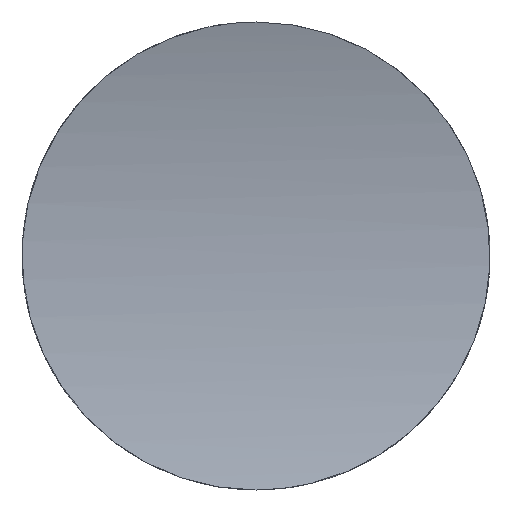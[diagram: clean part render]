
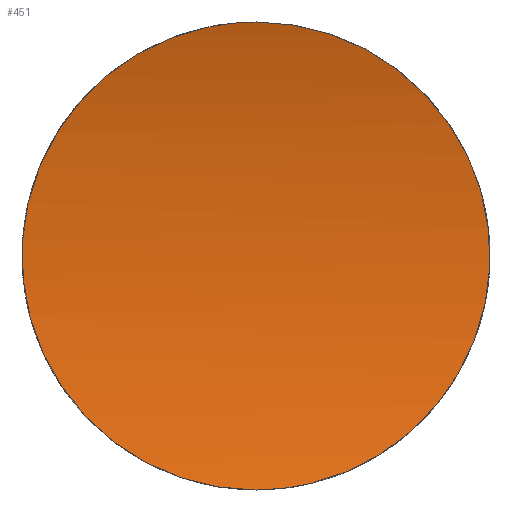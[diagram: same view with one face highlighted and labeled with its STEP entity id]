
A CAD part, left-side view. The second image highlights one B-rep face of the part: STEP entity #451.
In plain terms, the highlighted cylindrical face has radius 17.462 mm (diameter 34.925 mm), a partial arc.
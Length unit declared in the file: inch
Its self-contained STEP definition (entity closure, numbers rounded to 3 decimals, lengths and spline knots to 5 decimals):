
#48 = CARTESIAN_POINT ( 'NONE',  ( 0.00069, -0.03077, -0.18506 ) ) ;
#64 = CARTESIAN_POINT ( 'NONE',  ( 0., 0., -0.1875 ) ) ;
#93 = CARTESIAN_POINT ( 'NONE',  ( 0.00009, -0.01228, -0.1872 ) ) ;
#99 = CARTESIAN_POINT ( 'NONE',  ( 0.0017, -0.0489, -0.18143 ) ) ;
#124 = CARTESIAN_POINT ( 'NONE',  ( 0.00043, -0.02459, -0.18598 ) ) ;
#129 = CARTESIAN_POINT ( 'NONE',  ( 0., -0.00614, -0.1875 ) ) ;
#302 = DIRECTION ( 'NONE',  ( 0., 1., 0. ) ) ;
#303 = CARTESIAN_POINT ( 'NONE',  ( -0.66144, -0.1875, 0. ) ) ;
#304 = DIRECTION ( 'NONE',  ( 0., 0., 1. ) ) ;
#419 = B_SPLINE_CURVE_WITH_KNOTS ( 'NONE', 3,
 ( #1324, #1427, #1441, #1320, #1399, #1470, #1349, #1395, #1444, #1460, #1466, #1447, #1484, #1455, #1370, #1376, #1463, #1391, #1350, #1322, #1400, #1423, #1393, #1457, #1405, #1404, #1486, #1485, #1392, #1416, #1377, #1467, #99, #48, #124, #93, #129, #64 ),
 .UNSPECIFIED., .F., .F.,
 ( 4, 2, 2, 2, 2, 2, 2, 2, 2, 2, 2, 2, 2, 2, 2, 2, 2, 2, 4 ),
 ( 0., 0.00094, 0.00187, 0.00281, 0.00374, 0.00468, 0.00561, 0.00608, 0.00655, 0.00748, 0.00842, 0.00935, 0.01029, 0.01122, 0.01216, 0.01309, 0.01403, 0.01449, 0.01496 ),
 .UNSPECIFIED. ) ;
#421 = B_SPLINE_CURVE_WITH_KNOTS ( 'NONE', 3,
 ( #1371, #1378, #1347, #1327, #1330, #1425, #1461, #1381, #1348, #1421, #1420, #1481, #1321, #1345, #1465, #1438, #1487, #1316, #1326, #1450, #1474, #1471, #1478, #1479, #1366, #1440, #1353, #1396, #1459, #1364, #1433, #1446, #1431, #1365, #1374, #1394 ),
 .UNSPECIFIED., .F., .F.,
 ( 4, 2, 2, 2, 2, 2, 2, 2, 2, 2, 2, 2, 2, 2, 2, 2, 2, 4 ),
 ( 0.01496, 0.0159, 0.01683, 0.01777, 0.0187, 0.01963, 0.02057, 0.0215, 0.02197, 0.02244, 0.02337, 0.02431, 0.02524, 0.02618, 0.02711, 0.02805, 0.02898, 0.02992 ),
 .UNSPECIFIED. ) ;
#451 = ADVANCED_FACE ( 'NONE', ( #617 ), #533, .F. ) ;
#518 = ORIENTED_EDGE ( 'NONE', *, *, #1118, .F. ) ;
#533 = CYLINDRICAL_SURFACE ( 'NONE', #1159, 0.6875 ) ;
#534 = ORIENTED_EDGE ( 'NONE', *, *, #1130, .F. ) ;
#547 = VERTEX_POINT ( 'NONE', #850 ) ;
#588 = VERTEX_POINT ( 'NONE', #921 ) ;
#617 = FACE_OUTER_BOUND ( 'NONE', #719, .T. ) ;
#719 = EDGE_LOOP ( 'NONE', ( #534, #518 ) ) ;
#850 = CARTESIAN_POINT ( 'NONE',  ( 0., 0., 0.1875 ) ) ;
#921 = CARTESIAN_POINT ( 'NONE',  ( 0., 0., -0.1875 ) ) ;
#1118 = EDGE_CURVE ( 'NONE', #588, #547, #421, .T. ) ;
#1130 = EDGE_CURVE ( 'NONE', #547, #588, #419, .T. ) ;
#1159 = AXIS2_PLACEMENT_3D ( 'NONE', #303, #302, #304 ) ;
#1316 = CARTESIAN_POINT ( 'NONE',  ( 0.02598, 0.18719, -0.01246 ) ) ;
#1320 = CARTESIAN_POINT ( 'NONE',  ( 0.00168, -0.04873, 0.18147 ) ) ;
#1321 = CARTESIAN_POINT ( 'NONE',  ( 0.02108, 0.16837, -0.08344 ) ) ;
#1322 = CARTESIAN_POINT ( 'NONE',  ( 0.02606, -0.18751, -0.01222 ) ) ;
#1324 = CARTESIAN_POINT ( 'NONE',  ( 0., 0., 0.1875 ) ) ;
#1326 = CARTESIAN_POINT ( 'NONE',  ( 0.02606, 0.1875, -0.00622 ) ) ;
#1327 = CARTESIAN_POINT ( 'NONE',  ( 0.00169, 0.04889, -0.18144 ) ) ;
#1330 = CARTESIAN_POINT ( 'NONE',  ( 0.00268, 0.06061, -0.17785 ) ) ;
#1345 = CARTESIAN_POINT ( 'NONE',  ( 0.02348, 0.17787, -0.06059 ) ) ;
#1347 = CARTESIAN_POINT ( 'NONE',  ( 0.00034, 0.02453, -0.1863 ) ) ;
#1348 = CARTESIAN_POINT ( 'NONE',  ( 0.01145, 0.12388, -0.14128 ) ) ;
#1349 = CARTESIAN_POINT ( 'NONE',  ( 0.00658, -0.09409, 0.16264 ) ) ;
#1350 = CARTESIAN_POINT ( 'NONE',  ( 0.02606, -0.18749, 0.01238 ) ) ;
#1353 = CARTESIAN_POINT ( 'NONE',  ( 0.01486, 0.14123, 0.12393 ) ) ;
#1364 = CARTESIAN_POINT ( 'NONE',  ( 0.00659, 0.09412, 0.16263 ) ) ;
#1365 = CARTESIAN_POINT ( 'NONE',  ( 0.00035, 0.02471, 0.18627 ) ) ;
#1366 = CARTESIAN_POINT ( 'NONE',  ( 0.01969, 0.16271, 0.09399 ) ) ;
#1370 = CARTESIAN_POINT ( 'NONE',  ( 0.02341, -0.17755, 0.06058 ) ) ;
#1371 = CARTESIAN_POINT ( 'NONE',  ( 0., 0., -0.1875 ) ) ;
#1374 = CARTESIAN_POINT ( 'NONE',  ( 0., 0.01245, 0.1875 ) ) ;
#1376 = CARTESIAN_POINT ( 'NONE',  ( 0.02435, -0.18114, 0.04881 ) ) ;
#1377 = CARTESIAN_POINT ( 'NONE',  ( 0.00512, -0.0832, -0.16847 ) ) ;
#1378 = CARTESIAN_POINT ( 'NONE',  ( 0., 0.01227, -0.1875 ) ) ;
#1381 = CARTESIAN_POINT ( 'NONE',  ( 0.00976, 0.11448, -0.149 ) ) ;
#1391 = CARTESIAN_POINT ( 'NONE',  ( 0.02573, -0.18629, 0.02458 ) ) ;
#1392 = CARTESIAN_POINT ( 'NONE',  ( 0.00975, -0.11445, -0.14902 ) ) ;
#1393 = CARTESIAN_POINT ( 'NONE',  ( 0.02349, -0.17789, -0.06053 ) ) ;
#1394 = CARTESIAN_POINT ( 'NONE',  ( 0., 0., 0.1875 ) ) ;
#1395 = CARTESIAN_POINT ( 'NONE',  ( 0.00975, -0.11443, 0.14904 ) ) ;
#1396 = CARTESIAN_POINT ( 'NONE',  ( 0.01148, 0.12404, 0.14113 ) ) ;
#1399 = CARTESIAN_POINT ( 'NONE',  ( 0.00268, -0.06067, 0.17784 ) ) ;
#1400 = CARTESIAN_POINT ( 'NONE',  ( 0.02572, -0.18627, -0.02471 ) ) ;
#1404 = CARTESIAN_POINT ( 'NONE',  ( 0.01655, -0.14903, -0.11443 ) ) ;
#1405 = CARTESIAN_POINT ( 'NONE',  ( 0.01966, -0.16258, -0.09419 ) ) ;
#1416 = CARTESIAN_POINT ( 'NONE',  ( 0.0066, -0.09419, -0.16258 ) ) ;
#1420 = CARTESIAN_POINT ( 'NONE',  ( 0.01655, 0.14904, -0.11442 ) ) ;
#1421 = CARTESIAN_POINT ( 'NONE',  ( 0.01485, 0.14118, -0.12399 ) ) ;
#1423 = CARTESIAN_POINT ( 'NONE',  ( 0.02443, -0.18145, -0.04881 ) ) ;
#1425 = CARTESIAN_POINT ( 'NONE',  ( 0.00512, 0.0832, -0.16848 ) ) ;
#1427 = CARTESIAN_POINT ( 'NONE',  ( 0., -0.01245, 0.1875 ) ) ;
#1431 = CARTESIAN_POINT ( 'NONE',  ( 0.00169, 0.04885, 0.18144 ) ) ;
#1433 = CARTESIAN_POINT ( 'NONE',  ( 0.00514, 0.08339, 0.16838 ) ) ;
#1438 = CARTESIAN_POINT ( 'NONE',  ( 0.0254, 0.18505, -0.03082 ) ) ;
#1440 = CARTESIAN_POINT ( 'NONE',  ( 0.01655, 0.14902, 0.11446 ) ) ;
#1441 = CARTESIAN_POINT ( 'NONE',  ( 0.00035, -0.02468, 0.18627 ) ) ;
#1444 = CARTESIAN_POINT ( 'NONE',  ( 0.01147, -0.12401, 0.14116 ) ) ;
#1446 = CARTESIAN_POINT ( 'NONE',  ( 0.00269, 0.06081, 0.17779 ) ) ;
#1447 = CARTESIAN_POINT ( 'NONE',  ( 0.01968, -0.16267, 0.09406 ) ) ;
#1450 = CARTESIAN_POINT ( 'NONE',  ( 0.02606, 0.1875, 0.01232 ) ) ;
#1455 = CARTESIAN_POINT ( 'NONE',  ( 0.02288, -0.17548, 0.06634 ) ) ;
#1457 = CARTESIAN_POINT ( 'NONE',  ( 0.02109, -0.16843, -0.08331 ) ) ;
#1459 = CARTESIAN_POINT ( 'NONE',  ( 0.00976, 0.11451, 0.14898 ) ) ;
#1460 = CARTESIAN_POINT ( 'NONE',  ( 0.01485, -0.14121, 0.12395 ) ) ;
#1461 = CARTESIAN_POINT ( 'NONE',  ( 0.00659, 0.09417, -0.1626 ) ) ;
#1463 = CARTESIAN_POINT ( 'NONE',  ( 0.02476, -0.18266, 0.04276 ) ) ;
#1465 = CARTESIAN_POINT ( 'NONE',  ( 0.02443, 0.18144, -0.04883 ) ) ;
#1466 = CARTESIAN_POINT ( 'NONE',  ( 0.01653, -0.14895, 0.11455 ) ) ;
#1467 = CARTESIAN_POINT ( 'NONE',  ( 0.00267, -0.06059, -0.17786 ) ) ;
#1470 = CARTESIAN_POINT ( 'NONE',  ( 0.00514, -0.08335, 0.16841 ) ) ;
#1471 = CARTESIAN_POINT ( 'NONE',  ( 0.02445, 0.1815, 0.04865 ) ) ;
#1474 = CARTESIAN_POINT ( 'NONE',  ( 0.02573, 0.18629, 0.02453 ) ) ;
#1478 = CARTESIAN_POINT ( 'NONE',  ( 0.02348, 0.17785, 0.06062 ) ) ;
#1479 = CARTESIAN_POINT ( 'NONE',  ( 0.0211, 0.16846, 0.08322 ) ) ;
#1481 = CARTESIAN_POINT ( 'NONE',  ( 0.01966, 0.16258, -0.09419 ) ) ;
#1484 = CARTESIAN_POINT ( 'NONE',  ( 0.0211, -0.16845, 0.08324 ) ) ;
#1485 = CARTESIAN_POINT ( 'NONE',  ( 0.01144, -0.12386, -0.1413 ) ) ;
#1486 = CARTESIAN_POINT ( 'NONE',  ( 0.01485, -0.14121, -0.12397 ) ) ;
#1487 = CARTESIAN_POINT ( 'NONE',  ( 0.02564, 0.18596, -0.02475 ) ) ;
